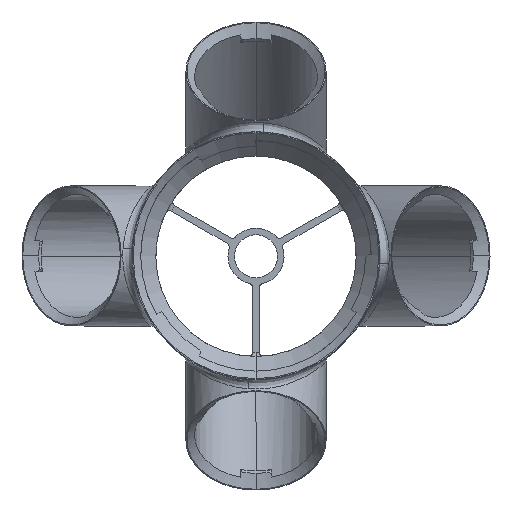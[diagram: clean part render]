
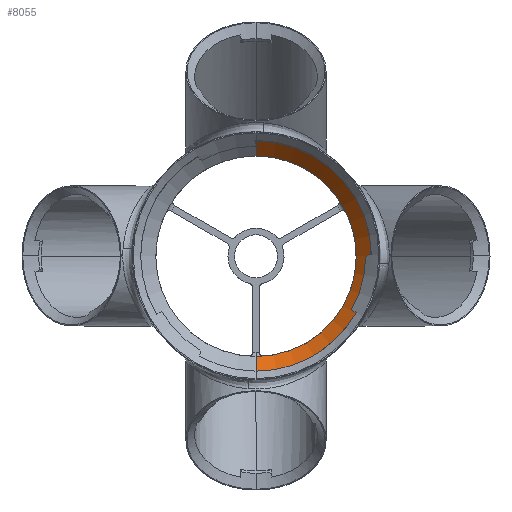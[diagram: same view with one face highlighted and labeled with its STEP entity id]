
A CAD part, top view. The second image highlights one B-rep face of the part: STEP entity #8055.
In plain terms, the highlighted conical face has half-angle 45 degrees and reference radius 53.5 mm.
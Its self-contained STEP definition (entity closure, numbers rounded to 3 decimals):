
#65 = EDGE_CURVE ( 'NONE', #9639, #9608, #12367, .T. ) ;
#342 = CARTESIAN_POINT ( 'NONE',  ( 0., 0., 18. ) ) ;
#476 = AXIS2_PLACEMENT_3D ( 'NONE', #2300, #11204, #5325 ) ;
#780 = CARTESIAN_POINT ( 'NONE',  ( 0., 53.5, 18. ) ) ;
#907 = ORIENTED_EDGE ( 'NONE', *, *, #9416, .T. ) ;
#1013 = AXIS2_PLACEMENT_3D ( 'NONE', #3410, #5154, #2272 ) ;
#2208 = CARTESIAN_POINT ( 'NONE',  ( 0., 53.5, 18. ) ) ;
#2272 = DIRECTION ( 'NONE',  ( 0., 1., 0. ) ) ;
#2300 = CARTESIAN_POINT ( 'NONE',  ( 0., 0., 11. ) ) ;
#3215 = CARTESIAN_POINT ( 'NONE',  ( 0., 46.5, 11. ) ) ;
#3410 = CARTESIAN_POINT ( 'NONE',  ( 0., 0., 18. ) ) ;
#3779 = EDGE_LOOP ( 'NONE', ( #4695, #8026, #907, #5051 ) ) ;
#4695 = ORIENTED_EDGE ( 'NONE', *, *, #65, .F. ) ;
#5051 = ORIENTED_EDGE ( 'NONE', *, *, #6138, .F. ) ;
#5154 = DIRECTION ( 'NONE',  ( 0., 0., -1. ) ) ;
#5247 = DIRECTION ( 'NONE',  ( 0., -1., 0. ) ) ;
#5325 = DIRECTION ( 'NONE',  ( 0., 1., 0. ) ) ;
#6138 = EDGE_CURVE ( 'NONE', #9608, #6548, #10747, .T. ) ;
#6230 = CARTESIAN_POINT ( 'NONE',  ( 0., -53.5, 18. ) ) ;
#6231 = DIRECTION ( 'NONE',  ( 0., 0., 1. ) ) ;
#6498 = CIRCLE ( 'NONE', #476, 46.5 ) ;
#6509 = CONICAL_SURFACE ( 'NONE', #12279, 53.5, 0.785 ) ;
#6548 = VERTEX_POINT ( 'NONE', #6230 ) ;
#7123 = VECTOR ( 'NONE', #11646, 1000. ) ;
#7480 = VERTEX_POINT ( 'NONE', #9085 ) ;
#7598 = FACE_OUTER_BOUND ( 'NONE', #3779, .T. ) ;
#7646 = DIRECTION ( 'NONE',  ( 0., -0.707, 0.707 ) ) ;
#8026 = ORIENTED_EDGE ( 'NONE', *, *, #9277, .T. ) ;
#8055 = ADVANCED_FACE ( 'NONE', ( #7598 ), #6509, .F. ) ;
#9085 = CARTESIAN_POINT ( 'NONE',  ( 0., -46.5, 11. ) ) ;
#9277 = EDGE_CURVE ( 'NONE', #9639, #7480, #6498, .T. ) ;
#9416 = EDGE_CURVE ( 'NONE', #7480, #6548, #11856, .T. ) ;
#9608 = VERTEX_POINT ( 'NONE', #2208 ) ;
#9639 = VERTEX_POINT ( 'NONE', #3215 ) ;
#10747 = CIRCLE ( 'NONE', #1013, 53.5 ) ;
#11204 = DIRECTION ( 'NONE',  ( 0., 0., -1. ) ) ;
#11646 = DIRECTION ( 'NONE',  ( 0., 0.707, 0.707 ) ) ;
#11856 = LINE ( 'NONE', #12706, #12491 ) ;
#12279 = AXIS2_PLACEMENT_3D ( 'NONE', #342, #6231, #5247 ) ;
#12367 = LINE ( 'NONE', #780, #7123 ) ;
#12491 = VECTOR ( 'NONE', #7646, 1000. ) ;
#12706 = CARTESIAN_POINT ( 'NONE',  ( 0., -53.5, 18. ) ) ;
